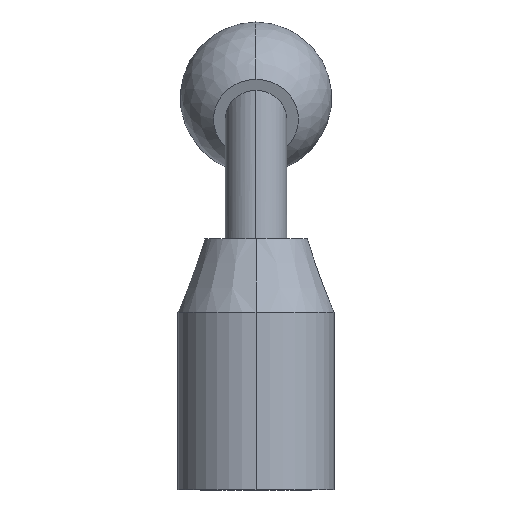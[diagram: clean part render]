
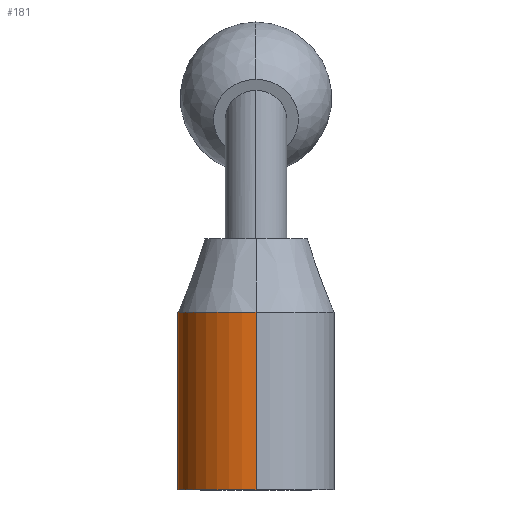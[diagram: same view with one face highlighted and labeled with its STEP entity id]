
A CAD part, left-side view. The second image highlights one B-rep face of the part: STEP entity #181.
In plain terms, the highlighted cylindrical face has radius 18 mm (diameter 36 mm), a partial arc.
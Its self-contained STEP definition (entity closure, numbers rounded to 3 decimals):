
#93=EDGE_CURVE('',#199,#191,#242,.T.);
#105=EDGE_CURVE('',#149,#135,#256,.T.);
#123=EDGE_CURVE('',#135,#199,#276,.T.);
#135=VERTEX_POINT('',#289);
#149=VERTEX_POINT('',#306);
#181=ADVANCED_FACE('',(#340),#341,.T.);
#191=VERTEX_POINT('',#353);
#199=VERTEX_POINT('',#361);
#205=EDGE_CURVE('',#149,#191,#368,.T.);
#242=LINE('',#396,#397);
#256=LINE('',#413,#414);
#276=CIRCLE('',#457,18.0);
#289=CARTESIAN_POINT('',(-18.0,0.,0.));
#306=CARTESIAN_POINT('',(-18.0,0.,41.0));
#340=FACE_OUTER_BOUND('',#571,.T.);
#341=CYLINDRICAL_SURFACE('',#572,18.0);
#353=CARTESIAN_POINT('',(18.0,0.,41.0));
#361=CARTESIAN_POINT('',(18.0,0.,0.));
#368=CIRCLE('',#621,18.0);
#396=CARTESIAN_POINT('',(18.0,0.,20.5));
#397=VECTOR('',#657,1.0);
#413=CARTESIAN_POINT('',(-18.0,0.,20.5));
#414=VECTOR('',#678,1.0);
#457=AXIS2_PLACEMENT_3D('',#702,#703,#704);
#571=EDGE_LOOP('',(#774,#775,#776,#777));
#572=AXIS2_PLACEMENT_3D('',#778,#779,#780);
#621=AXIS2_PLACEMENT_3D('',#808,#809,#810);
#657=DIRECTION('',(-0.0,-0.0,1.0));
#678=DIRECTION('',(0.0,0.0,-1.0));
#702=CARTESIAN_POINT('',(0.0,0.,0.));
#703=DIRECTION('',(-0.0,0.0,-1.0));
#704=DIRECTION('',(-1.0,0.,0.0));
#774=ORIENTED_EDGE('',*,*,#105,.F.);
#775=ORIENTED_EDGE('',*,*,#205,.T.);
#776=ORIENTED_EDGE('',*,*,#93,.F.);
#777=ORIENTED_EDGE('',*,*,#123,.F.);
#778=CARTESIAN_POINT('',(0.0,0.,20.5));
#779=DIRECTION('',(0.0,-0.0,1.0));
#780=DIRECTION('',(-1.0,0.,0.0));
#808=CARTESIAN_POINT('',(0.0,0.,41.0));
#809=DIRECTION('',(-0.0,0.0,-1.0));
#810=DIRECTION('',(-1.0,0.,0.0));
